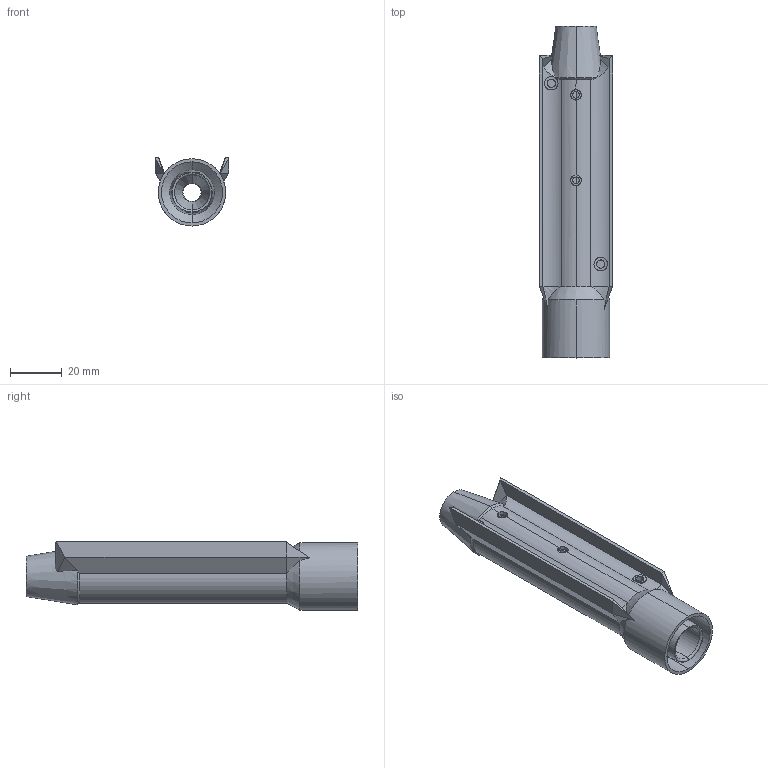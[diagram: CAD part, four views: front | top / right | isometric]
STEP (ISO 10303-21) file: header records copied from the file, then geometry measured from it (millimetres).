
FILE_DESCRIPTION (( 'STEP AP203' ), '1' );
FILE_NAME ('venturi_design_ver207-3.STEP', '2020-04-06T15:37:21', ( '' ), ( '' ), 'SwSTEP 2.0', 'SolidWorks 2018', '' );
FILE_SCHEMA (( 'CONFIG_CONTROL_DESIGN' ));
Length unit declared in the file: millimetre
Products named in the file (1): venturi_design_ver207-3
Bounding box: 28.3 x 128.24 x 26.3 mm (x, y, z)
Volume: 29435.9 mm3; surface area: 20672 mm2
Topology: 1 solids, 1 shells, 118 faces, 282 edges, 165 vertices
Faces by surface type: cylinder 31, plane 31, cone 26, bspline 22, torus 8
Entity records: 4303 total; most frequent: CARTESIAN_POINT 1689, ORIENTED_EDGE 556, DIRECTION 477, EDGE_CURVE 278, AXIS2_PLACEMENT_3D 180, VERTEX_POINT 165, EDGE_LOOP 127, FACE_OUTER_BOUND 118
